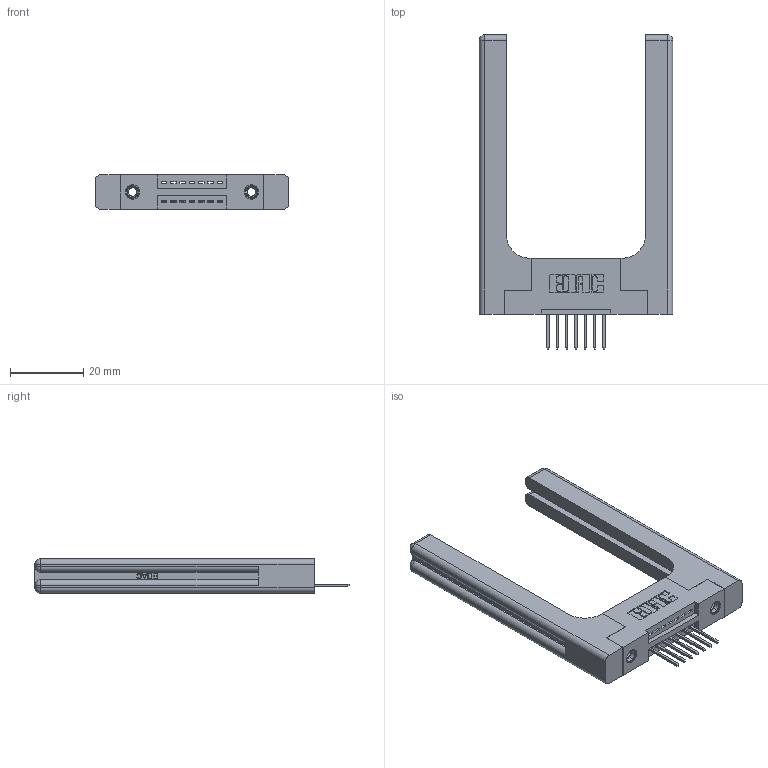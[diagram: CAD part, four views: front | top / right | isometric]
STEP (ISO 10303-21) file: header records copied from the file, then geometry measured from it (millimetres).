
FILE_DESCRIPTION (( 'STEP AP203' ), '1' );
FILE_NAME ('395-007-523-158.STEP', '2019-10-15T16:50:55', ( '' ), ( '' ), 'SwSTEP 2.0', 'SolidWorks 2016', '' );
FILE_SCHEMA (( 'CONFIG_CONTROL_DESIGN' ));
Length unit declared in the file: inch
Products named in the file (5): 345-292-001_345-293-123; 345 Part_Flush Mounting Lugs - 0.156 Dia-TH; 345-250-001_345-250-001-102; 345-220-058_345-220-058; 395-007-523-158
Assembly tree (12 placements, depth 2):
  395-007-523-158
    345 Part_Flush Mounting Lugs - 0.156 Dia-TH
    345-292-001_345-293-123  x7
    345-250-001_345-250-001-102  x2
    345-220-058_345-220-058  x2
Bounding box: 52.81 x 85.78 x 9.4 mm (x, y, z)
Volume: 13231.2 mm3; surface area: 11118.2 mm2
Topology: 12 solids, 12 shells, 788 faces, 2239 edges, 1462 vertices
Faces by surface type: plane 508, cylinder 220, bspline 36, cone 12, sphere 8, torus 4
Entity records: 15180 total; most frequent: CARTESIAN_POINT 3602, ORIENTED_EDGE 2340, DIRECTION 2144, EDGE_CURVE 1170, LINE 918, VECTOR 918, VERTEX_POINT 770, AXIS2_PLACEMENT_3D 613
